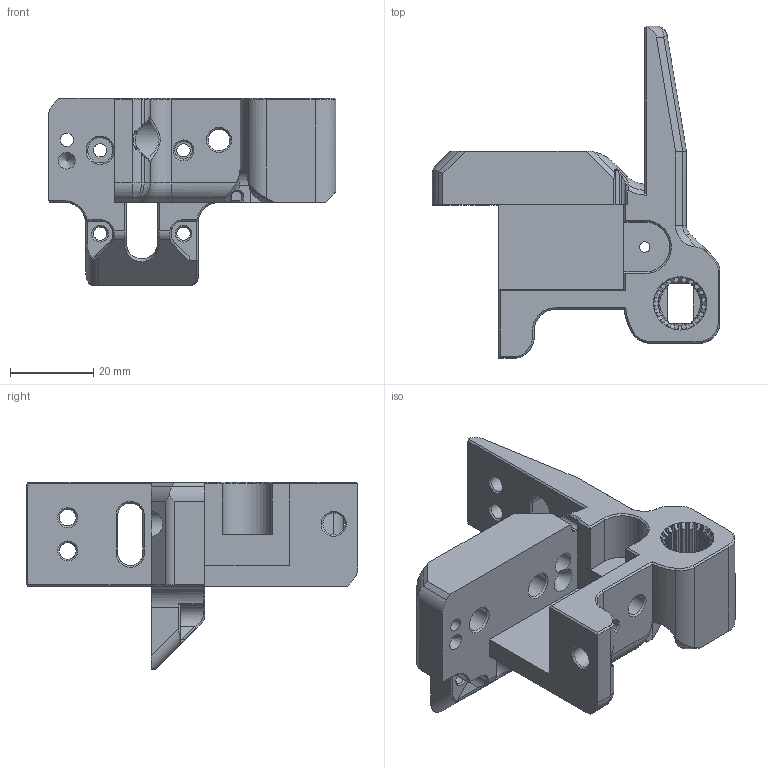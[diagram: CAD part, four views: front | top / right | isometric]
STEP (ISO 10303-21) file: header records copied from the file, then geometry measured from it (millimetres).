
FILE_DESCRIPTION(/* description */ (''),/* implementation_level */ '2;1');
FILE_NAME(/* name */ 'A-Right_Bed_Mount-T.stp',/* time_stamp */ '2021-02-24T15:02:19-08:00',/* author */ (''),/* organization */ (''),/* preprocessor_version */ 'ST-DEVELOPER v18.1',/* originating_system */ 'Autodesk Translation Framework v9.7.0.1280',/* authorisation */ '');
FILE_SCHEMA (('AUTOMOTIVE_DESIGN { 1 0 10303 214 3 1 1 }'));
Length unit declared in the file: millimetre
Products named in the file (1): rear_bed_mount_right
Bounding box: 69.05 x 79.6 x 45 mm (x, y, z)
Volume: 43456.4 mm3; surface area: 17958.9 mm2
Topology: 1 solids, 1 shells, 515 faces, 1347 edges, 836 vertices
Faces by surface type: plane 208, cylinder 195, cone 57, bspline 48, torus 6, sphere 1
Full cylindrical faces by diameter (mm): 1.6 x2, 2.529 x1, 3.2 x6, 4 x2, 4.2 x1, 5.2 x5, 6 x3, 10 x1
Entity records: 18955 total; most frequent: CARTESIAN_POINT 6578, ORIENTED_EDGE 2686, DIRECTION 2460, EDGE_CURVE 1343, AXIS2_PLACEMENT_3D 901, VERTEX_POINT 836, LINE 658, VECTOR 658
